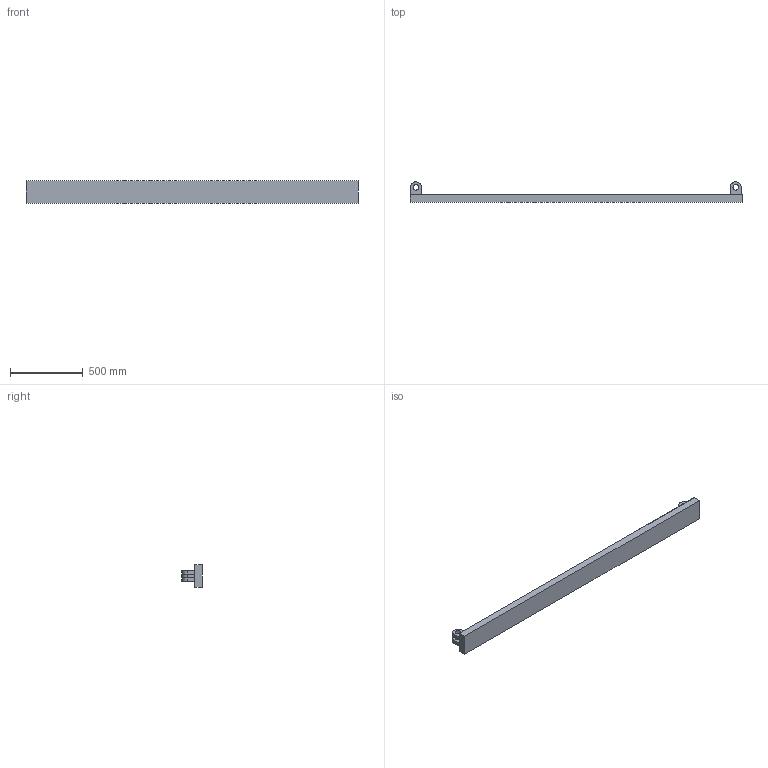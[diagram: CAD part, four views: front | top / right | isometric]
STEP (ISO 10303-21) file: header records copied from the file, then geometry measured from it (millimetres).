
FILE_DESCRIPTION (( 'STEP AP203' ), '1' );
FILE_NAME ('base_Default_sldprt.STEP', '2016-03-07T14:57:50', ( 'Xing Gao' ), ( 'MathWorks' ), 'SwSTEP 2.0', 'SolidWorks 2016', '' );
FILE_SCHEMA (( 'CONFIG_CONTROL_DESIGN' ));
Length unit declared in the file: centimetre
Products named in the file (1): base_Default_sldprt
Bounding box: 2286 x 139.7 x 152.4 mm (x, y, z)
Volume: 18078957.6 mm3; surface area: 992403.9 mm2
Topology: 1 solids, 1 shells, 43 faces, 98 edges, 60 vertices
Faces by surface type: cylinder 25, plane 18
Entity records: 1271 total; most frequent: CARTESIAN_POINT 250, ORIENTED_EDGE 196, DIRECTION 188, EDGE_CURVE 98, LINE 64, VECTOR 64, AXIS2_PLACEMENT_3D 62, VERTEX_POINT 60
